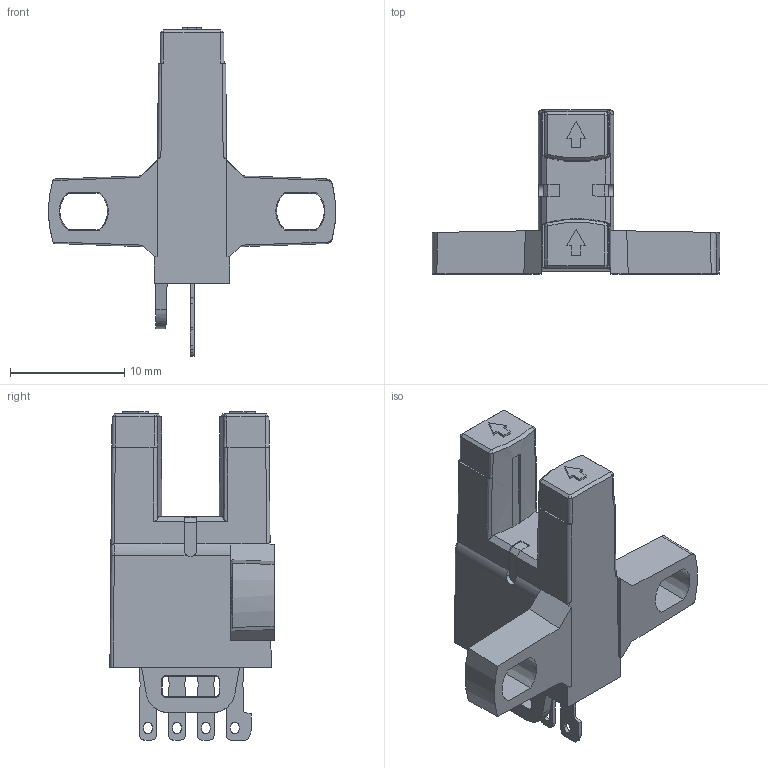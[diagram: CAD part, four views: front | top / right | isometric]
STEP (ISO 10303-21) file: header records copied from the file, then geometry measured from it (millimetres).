
FILE_DESCRIPTION(/* description */ (''),/* implementation_level */ '2;1');
FILE_NAME(/* name */ '',/* time_stamp */ '2021-09-08T11:38:26+08:00',/* author */ (''),/* organization */ (''),/* preprocessor_version */ 'ST-DEVELOPER v14',/* originating_system */ 'SIEMENS PLM Software NX 8.0',/* authorisation */ '');
FILE_SCHEMA (('AUTOMOTIVE_DESIGN { 1 0 10303 214 3 1 1 1 }'));
Length unit declared in the file: millimetre
Products named in the file (1): Admi0094502B3jf6
Bounding box: 25.19 x 14.4 x 28.82 mm (x, y, z)
Volume: 1986.7 mm3; surface area: 1613.7 mm2
Topology: 1 solids, 1 shells, 230 faces, 640 edges, 418 vertices
Faces by surface type: plane 144, cylinder 50, bspline 20, cone 16
Entity records: 8418 total; most frequent: CARTESIAN_POINT 2076, ORIENTED_EDGE 1284, DIRECTION 1142, EDGE_CURVE 642, VERTEX_POINT 422, LINE 404, VECTOR 404, AXIS2_PLACEMENT_3D 369
